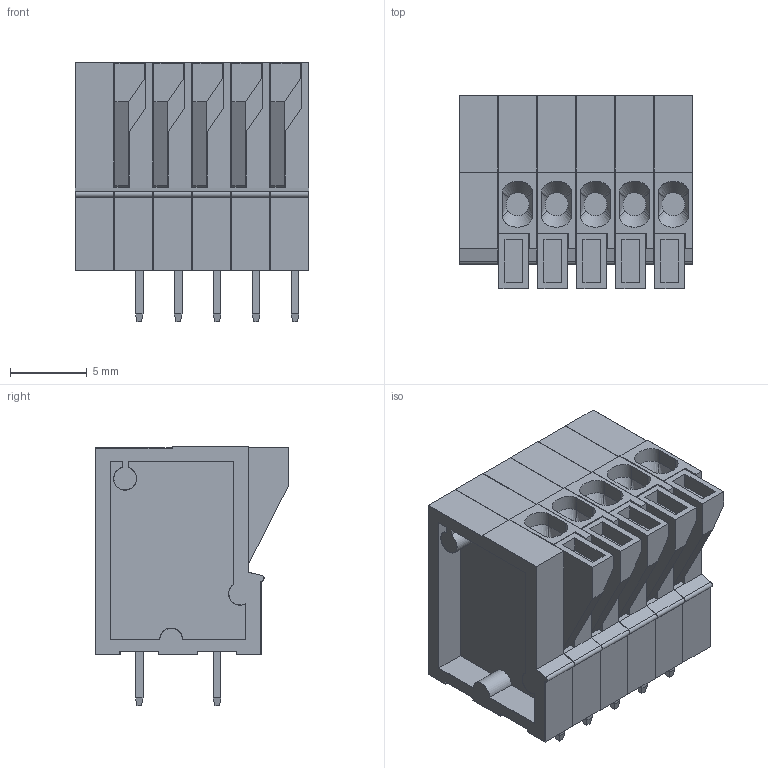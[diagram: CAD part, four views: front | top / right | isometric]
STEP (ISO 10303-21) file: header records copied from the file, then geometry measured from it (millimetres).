
FILE_DESCRIPTION (( 'STEP AP214' ), '1' );
FILE_NAME ('DG141V-2.54-5ð.STEP', '2015-03-12T17:59:38', ( '' ), ( '' ), 'SwSTEP 2.0', 'SolidWorks 2014', '' );
FILE_SCHEMA (( 'AUTOMOTIVE_DESIGN' ));
Length unit declared in the file: millimetre
Products named in the file (1): DG141V-2.54-5ð
Bounding box: 15.24 x 12.6 x 16.9 mm (x, y, z)
Volume: 1896 mm3; surface area: 2822.5 mm2
Topology: 5 solids, 5 shells, 840 faces, 1948 edges, 1176 vertices
Faces by surface type: plane 428, cylinder 252, bspline 160
Entity records: 38695 total; most frequent: CARTESIAN_POINT 12002, ORIENTED_EDGE 3896, DIRECTION 3043, EDGE_CURVE 1948, VECTOR 1351, LINE 1351, VERTEX_POINT 1176, EDGE_LOOP 898
